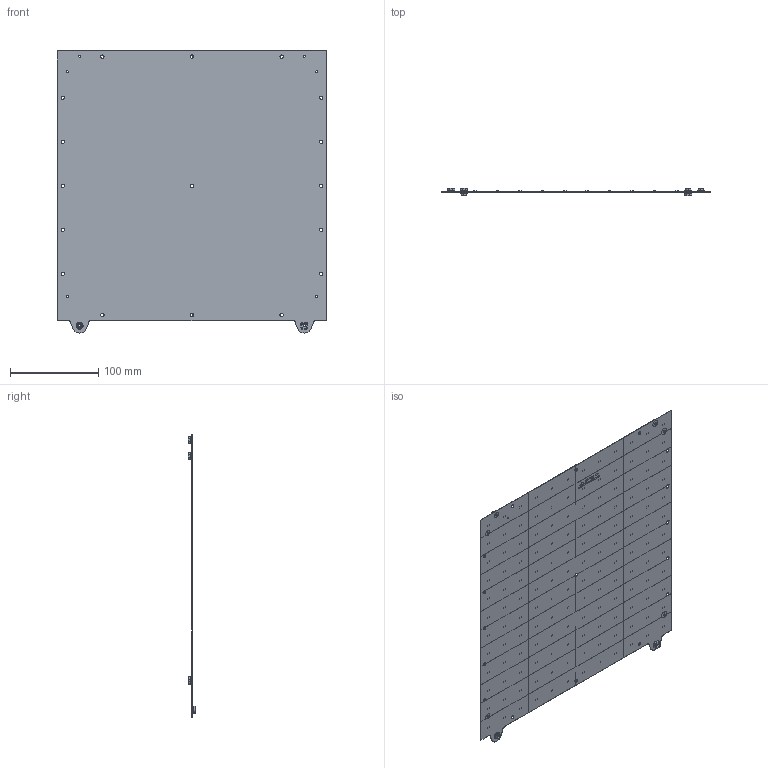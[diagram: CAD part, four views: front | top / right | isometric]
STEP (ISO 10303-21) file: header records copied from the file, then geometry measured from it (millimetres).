
FILE_DESCRIPTION (( 'STEP AP214' ), '1' );
FILE_NAME ('12-24V_Tile.STEP', '2020-03-11T22:59:19', ( 'user' ), ( 'Microsoft' ), 'SwSTEP 2.0', 'SolidWorks 2018', '' );
FILE_SCHEMA (( 'AUTOMOTIVE_DESIGN' ));
Length unit declared in the file: millimetre
Products named in the file (1): 12-24V_Tile
Bounding box: 304.8 x 7.96 x 318.83 mm (x, y, z)
Volume: 33110.6 mm3; surface area: 189845.8 mm2
Topology: 1 solids, 1 shells, 1431 faces, 3779 edges, 2494 vertices
Faces by surface type: plane 1307, cylinder 124
Entity records: 52617 total; most frequent: CARTESIAN_POINT 7705, ORIENTED_EDGE 7558, DIRECTION 6959, EDGE_CURVE 3779, LINE 3463, VECTOR 3463, VERTEX_POINT 2494, AXIS2_PLACEMENT_3D 1748
